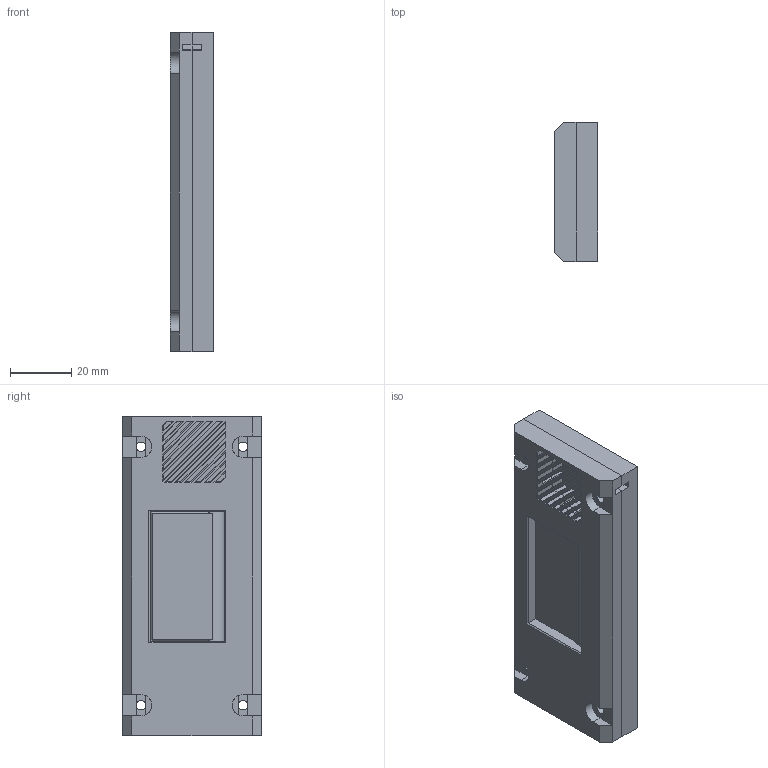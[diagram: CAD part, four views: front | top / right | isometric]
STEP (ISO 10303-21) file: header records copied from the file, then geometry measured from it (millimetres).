
FILE_DESCRIPTION(/* description */ (''),/* implementation_level */ '2;1');
FILE_NAME(/* name */ '',/* time_stamp */ '2025-08-29T16:37:49+03:00',/* author */ ('ruslanpavlucenko'),/* organization */ (''),/* preprocessor_version */ 'ST-DEVELOPER v19.2',/* originating_system */ 'Autodesk Inventor 2024',/* authorisation */ '');
FILE_SCHEMA (('AUTOMOTIVE_DESIGN { 1 0 10303 214 3 1 1 }'));
Length unit declared in the file: millimetre
Products named in the file (1): Шторка_37g_servo
Bounding box: 14.3 x 45.2 x 104 mm (x, y, z)
Volume: 52389.3 mm3; surface area: 27356.7 mm2
Topology: 3 solids, 3 shells, 330 faces, 930 edges, 594 vertices
Faces by surface type: plane 284, cylinder 45, cone 1
Full cylindrical faces by diameter (mm): 2 x1, 3.1 x8, 4.9 x1, 8 x1
Entity records: 10589 total; most frequent: CARTESIAN_POINT 1875, ORIENTED_EDGE 1860, DIRECTION 1702, EDGE_CURVE 930, LINE 812, VECTOR 812, VERTEX_POINT 594, AXIS2_PLACEMENT_3D 445
